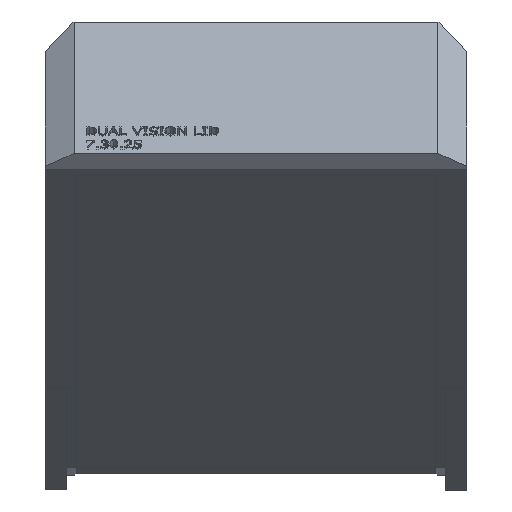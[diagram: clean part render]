
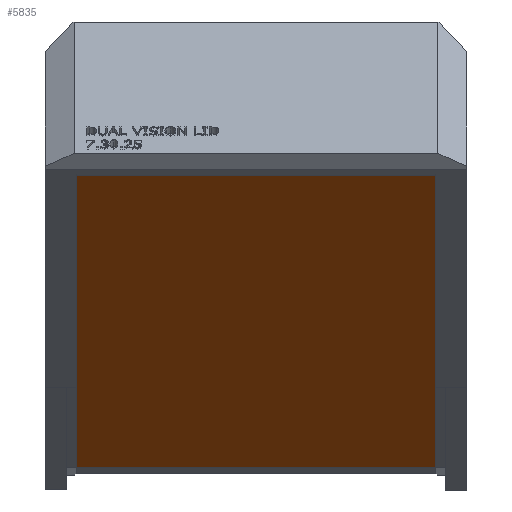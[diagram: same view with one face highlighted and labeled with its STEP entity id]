
A CAD part, front view. The second image highlights one B-rep face of the part: STEP entity #5835.
In plain terms, the highlighted planar face has unit normal (0, -0.574, -0.819).
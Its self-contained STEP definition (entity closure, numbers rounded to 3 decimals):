
#662=FACE_OUTER_BOUND('',#994,.T.);
#994=EDGE_LOOP('',(#5261,#5262,#5263,#5264));
#1603=LINE('',#10423,#2227);
#1615=LINE('',#10446,#2239);
#1616=LINE('',#10448,#2240);
#1617=LINE('',#10449,#2241);
#2227=VECTOR('',#7027,10.);
#2239=VECTOR('',#7047,10.);
#2240=VECTOR('',#7048,10.);
#2241=VECTOR('',#7049,10.);
#2805=VERTEX_POINT('',#10420);
#2806=VERTEX_POINT('',#10422);
#2813=VERTEX_POINT('',#10445);
#2814=VERTEX_POINT('',#10447);
#3631=EDGE_CURVE('',#2805,#2806,#1603,.T.);
#3643=EDGE_CURVE('',#2805,#2813,#1615,.T.);
#3644=EDGE_CURVE('',#2814,#2813,#1616,.T.);
#3645=EDGE_CURVE('',#2806,#2814,#1617,.T.);
#5261=ORIENTED_EDGE('',*,*,#3643,.T.);
#5262=ORIENTED_EDGE('',*,*,#3644,.F.);
#5263=ORIENTED_EDGE('',*,*,#3645,.F.);
#5264=ORIENTED_EDGE('',*,*,#3631,.F.);
#5528=PLANE('',#6056);
#5835=ADVANCED_FACE('',(#662),#5528,.F.);
#6056=AXIS2_PLACEMENT_3D('',#10444,#7045,#7046);
#7027=DIRECTION('',(0.,-0.819,0.574));
#7045=DIRECTION('center_axis',(0.,0.574,0.819));
#7046=DIRECTION('ref_axis',(1.,0.,0.));
#7047=DIRECTION('',(1.,0.,0.));
#7048=DIRECTION('',(0.,0.819,-0.574));
#7049=DIRECTION('',(1.,0.,0.));
#10420=CARTESIAN_POINT('',(-48.732,33.687,17.7));
#10422=CARTESIAN_POINT('',(-48.732,-111.529,119.381));
#10423=CARTESIAN_POINT('',(-48.732,-62.38,84.966));
#10444=CARTESIAN_POINT('Origin',(-2.5,4.166,38.37));
#10445=CARTESIAN_POINT('',(43.732,33.687,17.7));
#10446=CARTESIAN_POINT('',(-28.616,33.687,17.7));
#10447=CARTESIAN_POINT('',(43.732,-111.529,119.381));
#10448=CARTESIAN_POINT('',(43.732,-62.38,84.966));
#10449=CARTESIAN_POINT('',(-48.732,-111.529,119.381));
